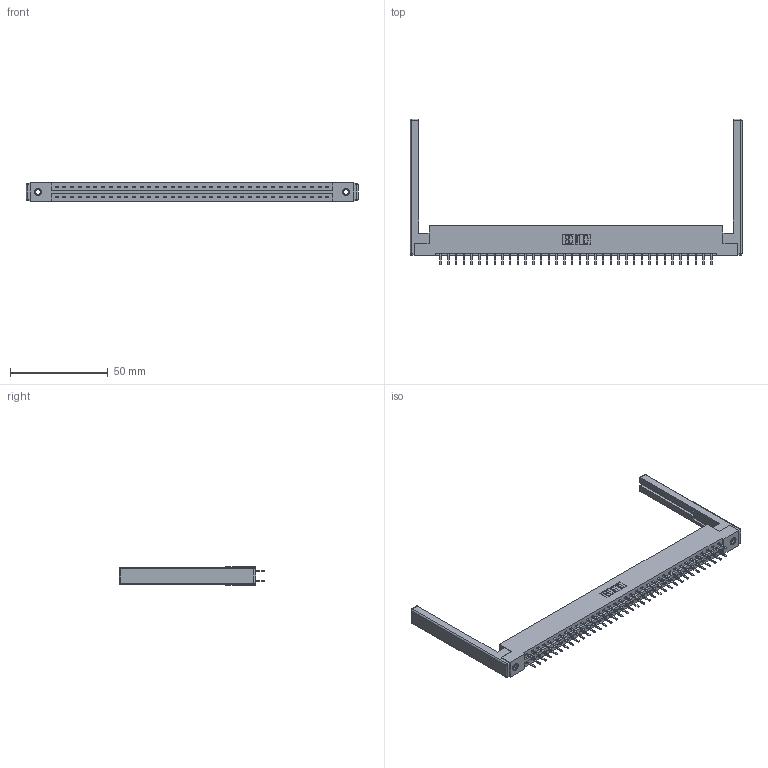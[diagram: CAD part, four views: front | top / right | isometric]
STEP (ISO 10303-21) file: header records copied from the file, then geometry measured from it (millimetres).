
FILE_DESCRIPTION (( 'STEP AP203' ), '1' );
FILE_NAME ('337-072-520-268.STEP', '2019-10-10T02:11:54', ( '' ), ( '' ), 'SwSTEP 2.0', 'SolidWorks 2016', '' );
FILE_SCHEMA (( 'CONFIG_CONTROL_DESIGN' ));
Length unit declared in the file: inch
Products named in the file (5): 337 Part_Flush Mounting Lugs - 0.156 Dia-TI; 337-072-520-268; 345-250-001_345-250-001-102; 307-220-068; 345-292-001_345-293-120
Assembly tree (77 placements, depth 2):
  337-072-520-268
    337 Part_Flush Mounting Lugs - 0.156 Dia-TI
    345-292-001_345-293-120  x72
    345-250-001_345-250-001-102  x2
    307-220-068  x2
Bounding box: 170.08 x 74.76 x 9.4 mm (x, y, z)
Volume: 22197.5 mm3; surface area: 24023.1 mm2
Topology: 77 solids, 77 shells, 4444 faces, 12869 edges, 8366 vertices
Faces by surface type: plane 3038, cylinder 1382, cone 12, sphere 8, torus 4
Entity records: 31562 total; most frequent: CARTESIAN_POINT 5299, ORIENTED_EDGE 5212, DIRECTION 4576, EDGE_CURVE 2606, LINE 2424, VECTOR 2424, VERTEX_POINT 1726, AXIS2_PLACEMENT_3D 1076
